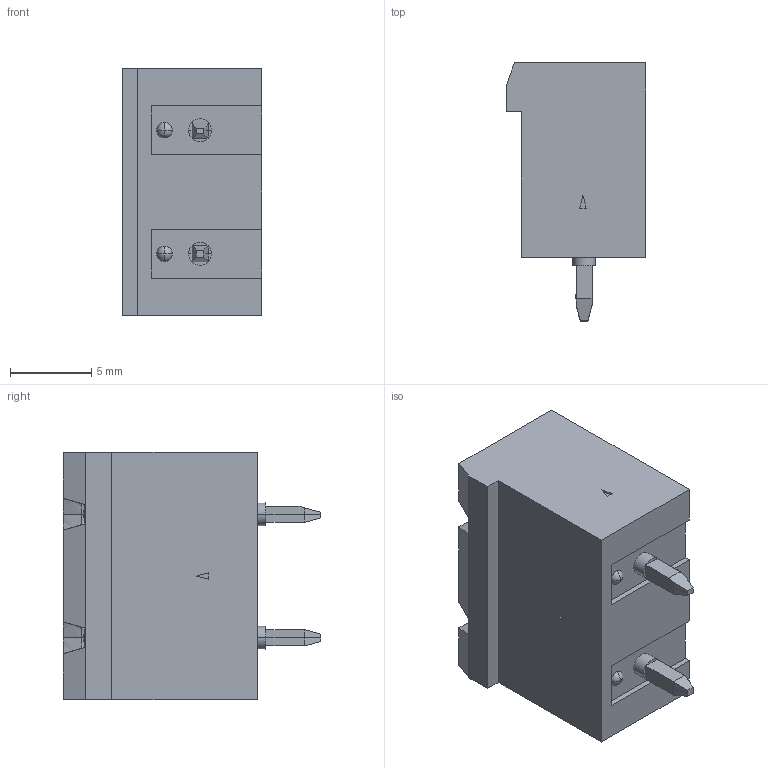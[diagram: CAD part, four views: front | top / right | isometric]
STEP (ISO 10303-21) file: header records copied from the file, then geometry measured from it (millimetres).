
FILE_DESCRIPTION(('STEP AP214'),'1');
FILE_NAME(' ',' ',('TraceParts'),('TraceParts S.A.'),'XStep 1.0',' ',' ');
FILE_SCHEMA(('automotive_design'));
Length unit declared in the file: millimetre
Products named in the file (1): gmstbva_2.5-2-g-7.62|gmstbva_2.5-2-g-7.62;gmstbva_2.5-2-g-7.62
Bounding box: 8.6 x 15.9 x 15.24 mm (x, y, z)
Volume: 817.4 mm3; surface area: 1225 mm2
Topology: 1 solids, 1 shells, 238 faces, 553 edges, 331 vertices
Faces by surface type: plane 191, cylinder 35, sphere 8, cone 4
Entity records: 12998 total; most frequent: CARTESIAN_POINT 1171, DIRECTION 1164, STYLED_ITEM 1123, PRESENTATION_STYLE_ASSIGNMENT 1123, COLOUR_RGB 1123, ORIENTED_EDGE 1106, EDGE_CURVE 553, CURVE_STYLE 553
